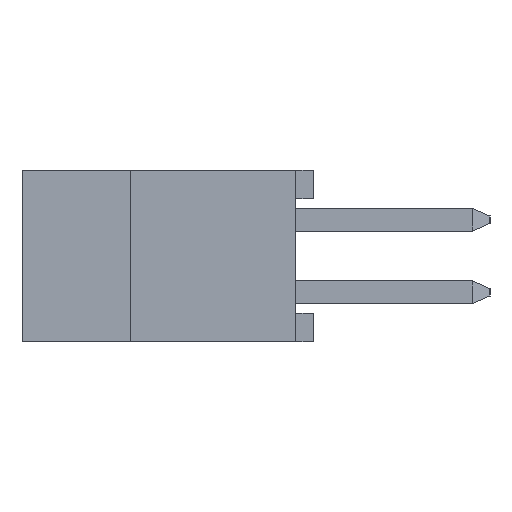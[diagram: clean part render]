
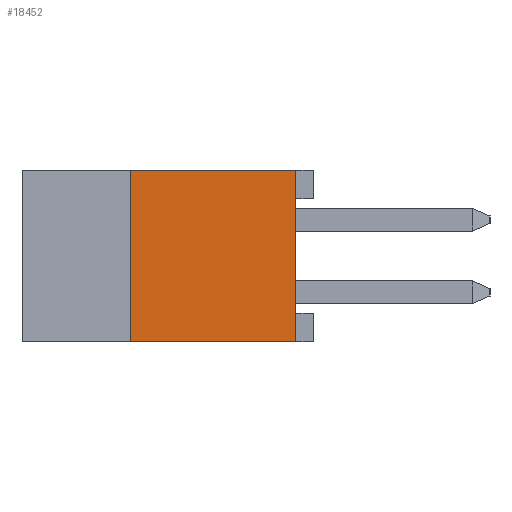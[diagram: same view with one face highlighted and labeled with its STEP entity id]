
A CAD part, left-side view. The second image highlights one B-rep face of the part: STEP entity #18452.
In plain terms, the highlighted planar face has unit normal (-1, 0, 0).
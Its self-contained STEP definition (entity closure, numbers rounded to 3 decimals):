
#1575=DIRECTION('',(0.,0.,1.));
#1576=VECTOR('',#1575,3.);
#1577=CARTESIAN_POINT('',(-8.45,3.2,-1.5));
#1578=LINE('',#1577,#1576);
#2744=DIRECTION('',(0.,1.,0.));
#2745=VECTOR('',#2744,2.9);
#2746=CARTESIAN_POINT('',(-8.45,0.3,1.5));
#2747=LINE('',#2746,#2745);
#3766=DIRECTION('',(0.,0.,1.));
#3767=VECTOR('',#3766,3.);
#3768=CARTESIAN_POINT('',(-8.45,0.3,-1.5));
#3769=LINE('',#3768,#3767);
#3773=DIRECTION('',(0.,1.,0.));
#3774=VECTOR('',#3773,2.9);
#3775=CARTESIAN_POINT('',(-8.45,0.3,-1.5));
#3776=LINE('',#3775,#3774);
#13677=CARTESIAN_POINT('',(-8.45,3.2,1.5));
#13679=VERTEX_POINT('',#13677);
#13683=CARTESIAN_POINT('',(-8.45,3.2,-1.5));
#13684=VERTEX_POINT('',#13683);
#13689=CARTESIAN_POINT('',(-8.45,0.3,1.5));
#13690=VERTEX_POINT('',#13689);
#13703=CARTESIAN_POINT('',(-8.45,0.3,-1.5));
#13704=VERTEX_POINT('',#13703);
#18441=CARTESIAN_POINT('',(-8.45,0.,-1.5));
#18442=DIRECTION('',(-1.,0.,0.));
#18443=DIRECTION('',(0.,0.,1.));
#18444=AXIS2_PLACEMENT_3D('',#18441,#18442,#18443);
#18445=PLANE('',#18444);
#18446=ORIENTED_EDGE('',*,*,#16875,.F.);
#18447=ORIENTED_EDGE('',*,*,#17706,.T.);
#18448=ORIENTED_EDGE('',*,*,#17129,.T.);
#18449=ORIENTED_EDGE('',*,*,#17521,.F.);
#18450=EDGE_LOOP('',(#18446,#18447,#18448,#18449));
#18451=FACE_OUTER_BOUND('',#18450,.F.);
#18452=ADVANCED_FACE('',(#18451),#18445,.T.);
#16875=EDGE_CURVE('',#13704,#13690,#3769,.T.);
#17129=EDGE_CURVE('',#13684,#13679,#1578,.T.);
#17521=EDGE_CURVE('',#13690,#13679,#2747,.T.);
#17706=EDGE_CURVE('',#13704,#13684,#3776,.T.);
